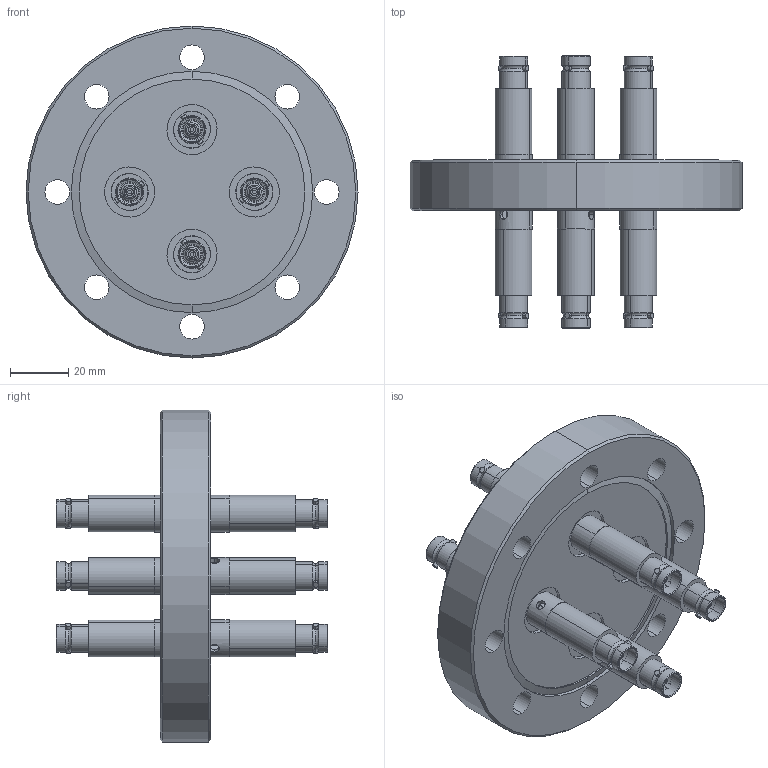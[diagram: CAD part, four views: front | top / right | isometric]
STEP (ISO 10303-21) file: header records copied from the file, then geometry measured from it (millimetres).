
FILE_DESCRIPTION (( 'STEP AP203' ), '1' );
FILE_NAME ('A7231-1-CF.STEP', '2011-10-04T18:56:30', ( '' ), ( '' ), 'SwSTEP 2.0', 'SolidWorks 2011', '' );
FILE_SCHEMA (( 'CONFIG_CONTROL_DESIGN' ));
Length unit declared in the file: inch
Products named in the file (1): A7231-1-CF
Bounding box: 113.54 x 92.96 x 113.54 mm (x, y, z)
Volume: 171363 mm3; surface area: 68243.3 mm2
Topology: 1 solids, 1 shells, 1175 faces, 2964 edges, 1876 vertices
Faces by surface type: cylinder 506, plane 339, cone 190, torus 128, sphere 12
Entity records: 38881 total; most frequent: CARTESIAN_POINT 9396, DIRECTION 6760, ORIENTED_EDGE 5904, EDGE_CURVE 2952, AXIS2_PLACEMENT_3D 2832, VERTEX_POINT 1868, CIRCLE 1656, EDGE_LOOP 1344
